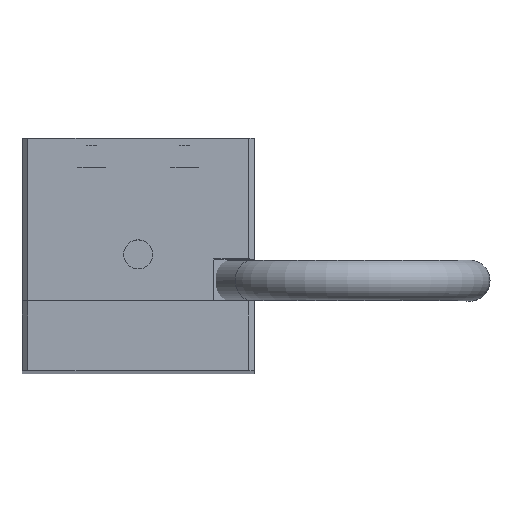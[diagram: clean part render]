
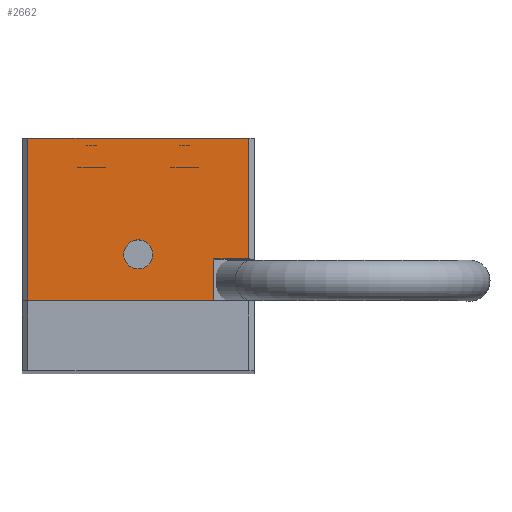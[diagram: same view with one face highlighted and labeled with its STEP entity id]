
A CAD part, top view. The second image highlights one B-rep face of the part: STEP entity #2662.
In plain terms, the highlighted planar face has unit normal (0, 0, 1).
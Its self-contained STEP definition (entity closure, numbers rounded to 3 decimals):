
#73 = VERTEX_POINT ( 'NONE', #1316 ) ;
#171 = VERTEX_POINT ( 'NONE', #1581 ) ;
#206 = EDGE_LOOP ( 'NONE', ( #1297 ) ) ;
#221 = VERTEX_POINT ( 'NONE', #1568 ) ;
#225 = EDGE_LOOP ( 'NONE', ( #1622, #1351, #1630, #1335, #1564, #1585 ) ) ;
#244 = VERTEX_POINT ( 'NONE', #1377 ) ;
#306 = VERTEX_POINT ( 'NONE', #1593 ) ;
#308 = VERTEX_POINT ( 'NONE', #1563 ) ;
#407 = CARTESIAN_POINT ( 'NONE',  ( 10., 20., 163. ) ) ;
#441 = FACE_BOUND ( 'NONE', #206, .T. ) ;
#455 = PLANE ( 'NONE',  #2352 ) ;
#457 = DIRECTION ( 'NONE',  ( 0., 0., 1. ) ) ;
#464 = FACE_OUTER_BOUND ( 'NONE', #225, .T. ) ;
#466 = DIRECTION ( 'NONE',  ( 1., 0., 0. ) ) ;
#528 = DIRECTION ( 'NONE',  ( 0., -1., 0. ) ) ;
#531 = CARTESIAN_POINT ( 'NONE',  ( -9.5, 6., 163. ) ) ;
#564 = LINE ( 'NONE', #531, #2336 ) ;
#817 = CARTESIAN_POINT ( 'NONE',  ( 1.25, 10., 163. ) ) ;
#822 = VERTEX_POINT ( 'NONE', #817 ) ;
#841 = CARTESIAN_POINT ( 'NONE',  ( 10., 20., 163. ) ) ;
#844 = DIRECTION ( 'NONE',  ( 1., 0., 0. ) ) ;
#860 = CARTESIAN_POINT ( 'NONE',  ( 9.5, 20., 163. ) ) ;
#861 = DIRECTION ( 'NONE',  ( 0., 1., 0. ) ) ;
#932 = LINE ( 'NONE', #841, #2480 ) ;
#961 = LINE ( 'NONE', #860, #2450 ) ;
#1029 = DIRECTION ( 'NONE',  ( -1., 0., 0. ) ) ;
#1060 = CARTESIAN_POINT ( 'NONE',  ( 0., 10., 163. ) ) ;
#1061 = DIRECTION ( 'NONE',  ( 0., 0., 1. ) ) ;
#1062 = DIRECTION ( 'NONE',  ( 1., 0., 0. ) ) ;
#1063 = LINE ( 'NONE', #1099, #1281 ) ;
#1099 = CARTESIAN_POINT ( 'NONE',  ( 10., 6., 163. ) ) ;
#1134 = VECTOR ( 'NONE', #2120, 1000. ) ;
#1247 = CIRCLE ( 'NONE', #1265, 1.25 ) ;
#1265 = AXIS2_PLACEMENT_3D ( 'NONE', #1060, #1061, #1062 ) ;
#1281 = VECTOR ( 'NONE', #1029, 1000. ) ;
#1284 = VECTOR ( 'NONE', #2578, 1000. ) ;
#1297 = ORIENTED_EDGE ( 'NONE', *, *, #2834, .F. ) ;
#1316 = CARTESIAN_POINT ( 'NONE',  ( -9.5, 20., 163. ) ) ;
#1335 = ORIENTED_EDGE ( 'NONE', *, *, #2746, .F. ) ;
#1351 = ORIENTED_EDGE ( 'NONE', *, *, #2848, .F. ) ;
#1377 = CARTESIAN_POINT ( 'NONE',  ( -9.5, 6., 163. ) ) ;
#1563 = CARTESIAN_POINT ( 'NONE',  ( 6.5, 9.6, 163. ) ) ;
#1564 = ORIENTED_EDGE ( 'NONE', *, *, #2684, .T. ) ;
#1568 = CARTESIAN_POINT ( 'NONE',  ( 6.5, 6., 163. ) ) ;
#1581 = CARTESIAN_POINT ( 'NONE',  ( 9.5, 9.6, 163. ) ) ;
#1585 = ORIENTED_EDGE ( 'NONE', *, *, #2822, .F. ) ;
#1593 = CARTESIAN_POINT ( 'NONE',  ( 9.5, 20., 163. ) ) ;
#1622 = ORIENTED_EDGE ( 'NONE', *, *, #2809, .F. ) ;
#1630 = ORIENTED_EDGE ( 'NONE', *, *, #2766, .T. ) ;
#2120 = DIRECTION ( 'NONE',  ( -1., 0., 0. ) ) ;
#2169 = CARTESIAN_POINT ( 'NONE',  ( 9.5, 9.6, 163. ) ) ;
#2171 = LINE ( 'NONE', #2169, #1134 ) ;
#2336 = VECTOR ( 'NONE', #528, 1000. ) ;
#2352 = AXIS2_PLACEMENT_3D ( 'NONE', #407, #457, #466 ) ;
#2450 = VECTOR ( 'NONE', #861, 1000. ) ;
#2480 = VECTOR ( 'NONE', #844, 1000. ) ;
#2532 = CARTESIAN_POINT ( 'NONE',  ( 6.5, 9., 163. ) ) ;
#2578 = DIRECTION ( 'NONE',  ( 0., -1., 0. ) ) ;
#2621 = LINE ( 'NONE', #2532, #1284 ) ;
#2662 = ADVANCED_FACE ( 'NONE', ( #441, #464 ), #455, .T. ) ;
#2684 = EDGE_CURVE ( 'NONE', #73, #244, #564, .T. ) ;
#2746 = EDGE_CURVE ( 'NONE', #73, #306, #932, .T. ) ;
#2766 = EDGE_CURVE ( 'NONE', #171, #306, #961, .T. ) ;
#2809 = EDGE_CURVE ( 'NONE', #308, #221, #2621, .T. ) ;
#2822 = EDGE_CURVE ( 'NONE', #221, #244, #1063, .T. ) ;
#2834 = EDGE_CURVE ( 'NONE', #822, #822, #1247, .T. ) ;
#2848 = EDGE_CURVE ( 'NONE', #171, #308, #2171, .T. ) ;
